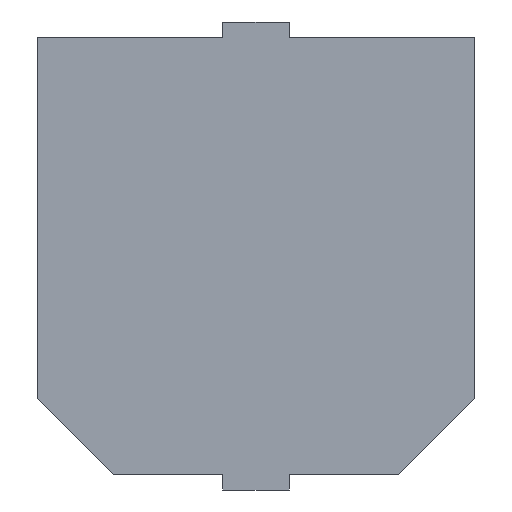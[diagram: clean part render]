
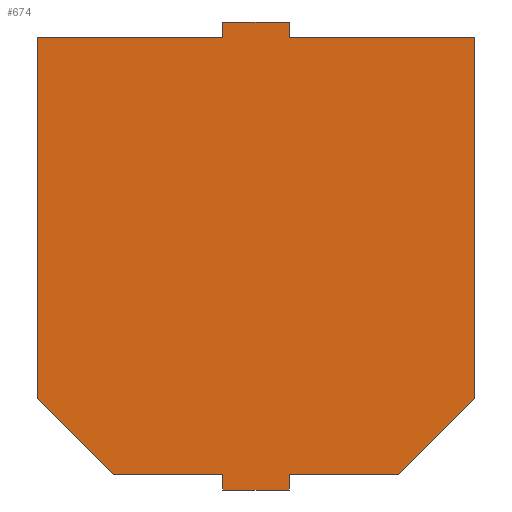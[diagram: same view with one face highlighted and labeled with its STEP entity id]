
A CAD part, front view. The second image highlights one B-rep face of the part: STEP entity #674.
In plain terms, the highlighted planar face has unit normal (0, -1, 0).
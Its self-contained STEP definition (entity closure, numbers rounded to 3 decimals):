
#1 = DIRECTION ( 'NONE',  ( 0., 0., 1. ) ) ;
#25 = VECTOR ( 'NONE', #322, 1000. ) ;
#31 = EDGE_CURVE ( 'NONE', #255, #257, #861, .T. ) ;
#53 = VECTOR ( 'NONE', #749, 1000. ) ;
#55 = PLANE ( 'NONE',  #147 ) ;
#73 = EDGE_CURVE ( 'NONE', #378, #640, #960, .T. ) ;
#80 = EDGE_LOOP ( 'NONE', ( #1044, #163, #878, #766, #202, #137, #410, #670, #666, #900, #141, #390, #818, #1035 ) ) ;
#91 = CARTESIAN_POINT ( 'NONE',  ( 0.325, 0., 2.3 ) ) ;
#94 = DIRECTION ( 'NONE',  ( -0.707, 0., -0.707 ) ) ;
#109 = CARTESIAN_POINT ( 'NONE',  ( 1.4, 0., -2.15 ) ) ;
#137 = ORIENTED_EDGE ( 'NONE', *, *, #805, .F. ) ;
#141 = ORIENTED_EDGE ( 'NONE', *, *, #1064, .F. ) ;
#142 = CARTESIAN_POINT ( 'NONE',  ( -2.15, 0., -1.4 ) ) ;
#147 = AXIS2_PLACEMENT_3D ( 'NONE', #904, #811, #363 ) ;
#163 = ORIENTED_EDGE ( 'NONE', *, *, #31, .F. ) ;
#171 = VECTOR ( 'NONE', #998, 1000. ) ;
#174 = CARTESIAN_POINT ( 'NONE',  ( -2.15, 0., 2.15 ) ) ;
#179 = VECTOR ( 'NONE', #380, 1000. ) ;
#181 = EDGE_CURVE ( 'NONE', #723, #255, #273, .T. ) ;
#183 = CARTESIAN_POINT ( 'NONE',  ( 2.15, 0., 2.15 ) ) ;
#202 = ORIENTED_EDGE ( 'NONE', *, *, #871, .F. ) ;
#203 = LINE ( 'NONE', #388, #179 ) ;
#231 = EDGE_CURVE ( 'NONE', #696, #242, #401, .T. ) ;
#235 = VECTOR ( 'NONE', #1023, 1000. ) ;
#236 = CARTESIAN_POINT ( 'NONE',  ( -2.15, 0., 2.15 ) ) ;
#240 = CARTESIAN_POINT ( 'NONE',  ( -1.4, 0., -2.15 ) ) ;
#242 = VERTEX_POINT ( 'NONE', #91 ) ;
#255 = VERTEX_POINT ( 'NONE', #571 ) ;
#257 = VERTEX_POINT ( 'NONE', #500 ) ;
#263 = CARTESIAN_POINT ( 'NONE',  ( 1.4, 0., -2.15 ) ) ;
#265 = LINE ( 'NONE', #431, #235 ) ;
#270 = VECTOR ( 'NONE', #438, 1000. ) ;
#273 = LINE ( 'NONE', #1090, #53 ) ;
#293 = EDGE_CURVE ( 'NONE', #257, #470, #498, .T. ) ;
#315 = CARTESIAN_POINT ( 'NONE',  ( -0.325, 0., -0.5 ) ) ;
#318 = VECTOR ( 'NONE', #412, 1000. ) ;
#321 = VECTOR ( 'NONE', #1, 1000. ) ;
#322 = DIRECTION ( 'NONE',  ( 0., 0., 1. ) ) ;
#331 = CARTESIAN_POINT ( 'NONE',  ( 0.325, 0., -2.3 ) ) ;
#363 = DIRECTION ( 'NONE',  ( 0., 0., -1. ) ) ;
#369 = VECTOR ( 'NONE', #938, 1000. ) ;
#378 = VERTEX_POINT ( 'NONE', #676 ) ;
#379 = FACE_OUTER_BOUND ( 'NONE', #80, .T. ) ;
#380 = DIRECTION ( 'NONE',  ( 0., 0., -1. ) ) ;
#386 = VERTEX_POINT ( 'NONE', #142 ) ;
#388 = CARTESIAN_POINT ( 'NONE',  ( 0.325, 0., 0.5 ) ) ;
#390 = ORIENTED_EDGE ( 'NONE', *, *, #1046, .F. ) ;
#395 = EDGE_CURVE ( 'NONE', #386, #964, #618, .T. ) ;
#401 = LINE ( 'NONE', #585, #369 ) ;
#410 = ORIENTED_EDGE ( 'NONE', *, *, #778, .F. ) ;
#412 = DIRECTION ( 'NONE',  ( 1., 0., 0. ) ) ;
#419 = DIRECTION ( 'NONE',  ( -1., 0., 0. ) ) ;
#426 = EDGE_CURVE ( 'NONE', #470, #386, #1052, .T. ) ;
#431 = CARTESIAN_POINT ( 'NONE',  ( 0.325, 0., -0.5 ) ) ;
#438 = DIRECTION ( 'NONE',  ( 1., 0., 0. ) ) ;
#446 = CARTESIAN_POINT ( 'NONE',  ( 2.15, 0., -1.4 ) ) ;
#456 = VECTOR ( 'NONE', #779, 1000. ) ;
#457 = CARTESIAN_POINT ( 'NONE',  ( -0.325, 0., 2.3 ) ) ;
#470 = VERTEX_POINT ( 'NONE', #798 ) ;
#476 = VECTOR ( 'NONE', #857, 1000. ) ;
#483 = LINE ( 'NONE', #982, #25 ) ;
#498 = LINE ( 'NONE', #1008, #937 ) ;
#500 = CARTESIAN_POINT ( 'NONE',  ( -0.325, 0., -2.15 ) ) ;
#524 = DIRECTION ( 'NONE',  ( 0., 0., -1. ) ) ;
#537 = EDGE_CURVE ( 'NONE', #984, #723, #265, .T. ) ;
#546 = CARTESIAN_POINT ( 'NONE',  ( -0.325, 0., 2.15 ) ) ;
#557 = VECTOR ( 'NONE', #94, 1000. ) ;
#571 = CARTESIAN_POINT ( 'NONE',  ( -0.325, 0., -2.3 ) ) ;
#582 = VERTEX_POINT ( 'NONE', #109 ) ;
#584 = LINE ( 'NONE', #446, #820 ) ;
#585 = CARTESIAN_POINT ( 'NONE',  ( 0.325, 0., 2.3 ) ) ;
#618 = LINE ( 'NONE', #174, #321 ) ;
#632 = EDGE_CURVE ( 'NONE', #242, #378, #203, .T. ) ;
#640 = VERTEX_POINT ( 'NONE', #920 ) ;
#655 = VERTEX_POINT ( 'NONE', #662 ) ;
#662 = CARTESIAN_POINT ( 'NONE',  ( 2.15, 0., -1.4 ) ) ;
#666 = ORIENTED_EDGE ( 'NONE', *, *, #632, .F. ) ;
#670 = ORIENTED_EDGE ( 'NONE', *, *, #73, .F. ) ;
#674 = ADVANCED_FACE ( 'NONE', ( #379 ), #55, .T. ) ;
#676 = CARTESIAN_POINT ( 'NONE',  ( 0.325, 0., 2.15 ) ) ;
#692 = VERTEX_POINT ( 'NONE', #546 ) ;
#696 = VERTEX_POINT ( 'NONE', #457 ) ;
#723 = VERTEX_POINT ( 'NONE', #331 ) ;
#744 = LINE ( 'NONE', #183, #270 ) ;
#749 = DIRECTION ( 'NONE',  ( -1., 0., 0. ) ) ;
#766 = ORIENTED_EDGE ( 'NONE', *, *, #537, .F. ) ;
#778 = EDGE_CURVE ( 'NONE', #640, #655, #584, .T. ) ;
#779 = DIRECTION ( 'NONE',  ( -1., 0., 0. ) ) ;
#791 = LINE ( 'NONE', #263, #557 ) ;
#798 = CARTESIAN_POINT ( 'NONE',  ( -1.4, 0., -2.15 ) ) ;
#805 = EDGE_CURVE ( 'NONE', #655, #582, #791, .T. ) ;
#811 = DIRECTION ( 'NONE',  ( 0., -1., 0. ) ) ;
#818 = ORIENTED_EDGE ( 'NONE', *, *, #395, .F. ) ;
#819 = CARTESIAN_POINT ( 'NONE',  ( 2.15, 0., 2.15 ) ) ;
#820 = VECTOR ( 'NONE', #524, 1000. ) ;
#857 = DIRECTION ( 'NONE',  ( 0., 0., 1. ) ) ;
#861 = LINE ( 'NONE', #315, #476 ) ;
#871 = EDGE_CURVE ( 'NONE', #582, #984, #924, .T. ) ;
#878 = ORIENTED_EDGE ( 'NONE', *, *, #181, .F. ) ;
#900 = ORIENTED_EDGE ( 'NONE', *, *, #231, .F. ) ;
#904 = CARTESIAN_POINT ( 'NONE',  ( 0., 0., 0. ) ) ;
#920 = CARTESIAN_POINT ( 'NONE',  ( 2.15, 0., 2.15 ) ) ;
#924 = LINE ( 'NONE', #240, #456 ) ;
#937 = VECTOR ( 'NONE', #419, 1000. ) ;
#938 = DIRECTION ( 'NONE',  ( 1., 0., 0. ) ) ;
#960 = LINE ( 'NONE', #819, #318 ) ;
#964 = VERTEX_POINT ( 'NONE', #236 ) ;
#982 = CARTESIAN_POINT ( 'NONE',  ( -0.325, 0., 0.5 ) ) ;
#984 = VERTEX_POINT ( 'NONE', #1041 ) ;
#998 = DIRECTION ( 'NONE',  ( -0.707, 0., 0.707 ) ) ;
#1008 = CARTESIAN_POINT ( 'NONE',  ( -1.4, 0., -2.15 ) ) ;
#1023 = DIRECTION ( 'NONE',  ( 0., 0., -1. ) ) ;
#1035 = ORIENTED_EDGE ( 'NONE', *, *, #426, .F. ) ;
#1041 = CARTESIAN_POINT ( 'NONE',  ( 0.325, 0., -2.15 ) ) ;
#1044 = ORIENTED_EDGE ( 'NONE', *, *, #293, .F. ) ;
#1046 = EDGE_CURVE ( 'NONE', #964, #692, #744, .T. ) ;
#1052 = LINE ( 'NONE', #1074, #171 ) ;
#1064 = EDGE_CURVE ( 'NONE', #692, #696, #483, .T. ) ;
#1074 = CARTESIAN_POINT ( 'NONE',  ( -2.15, 0., -1.4 ) ) ;
#1090 = CARTESIAN_POINT ( 'NONE',  ( 0.325, 0., -2.3 ) ) ;
